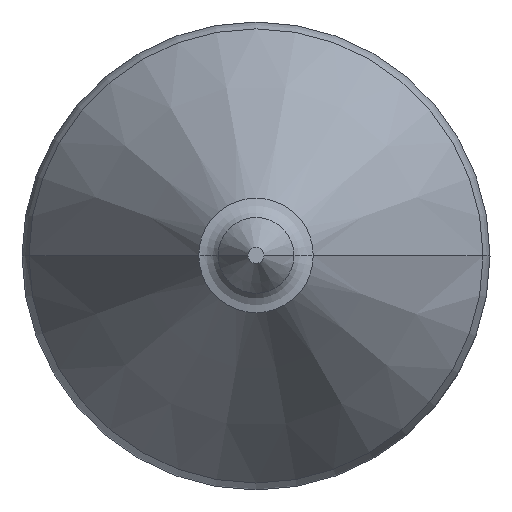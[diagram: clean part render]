
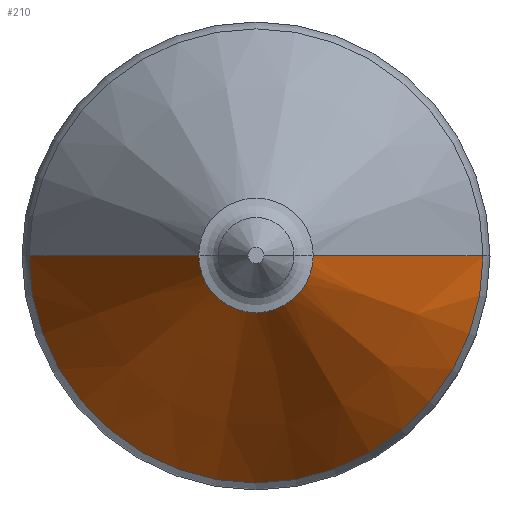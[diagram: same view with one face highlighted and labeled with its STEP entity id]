
A CAD part, top view. The second image highlights one B-rep face of the part: STEP entity #210.
In plain terms, the highlighted conical face has half-angle 30 degrees and reference radius 0.266 mm.
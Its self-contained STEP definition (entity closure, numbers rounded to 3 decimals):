
#1 = DIRECTION ( 'NONE',  ( 0.5, 0., -0.866 ) ) ;
#17 = CARTESIAN_POINT ( 'NONE',  ( 0.266, 0., 8.641 ) ) ;
#18 = VECTOR ( 'NONE', #1, 1000. ) ;
#19 = LINE ( 'NONE', #17, #18 ) ;
#52 = ORIENTED_EDGE ( 'NONE', *, *, #179, .T. ) ;
#55 = ORIENTED_EDGE ( 'NONE', *, *, #124, .F. ) ;
#75 = VERTEX_POINT ( 'NONE', #415 ) ;
#82 = VERTEX_POINT ( 'NONE', #327 ) ;
#83 = VERTEX_POINT ( 'NONE', #326 ) ;
#100 = VERTEX_POINT ( 'NONE', #314 ) ;
#117 = EDGE_CURVE ( 'NONE', #100, #83, #302, .T. ) ;
#124 = EDGE_CURVE ( 'NONE', #100, #75, #451, .T. ) ;
#133 = EDGE_CURVE ( 'NONE', #75, #82, #19, .T. ) ;
#179 = EDGE_CURVE ( 'NONE', #83, #82, #566, .T. ) ;
#180 = ORIENTED_EDGE ( 'NONE', *, *, #117, .T. ) ;
#210 = ADVANCED_FACE ( 'NONE', ( #620 ), #575, .T. ) ;
#214 = EDGE_LOOP ( 'NONE', ( #238, #55, #180, #52 ) ) ;
#238 = ORIENTED_EDGE ( 'NONE', *, *, #133, .F. ) ;
#302 = LINE ( 'NONE', #463, #462 ) ;
#307 = AXIS2_PLACEMENT_3D ( 'NONE', #450, #449, #448 ) ;
#314 = CARTESIAN_POINT ( 'NONE',  ( -0.266, 0., 8.641 ) ) ;
#326 = CARTESIAN_POINT ( 'NONE',  ( -1.055, 0., 7.275 ) ) ;
#327 = CARTESIAN_POINT ( 'NONE',  ( 1.055, 0., 7.275 ) ) ;
#415 = CARTESIAN_POINT ( 'NONE',  ( 0.266, 0., 8.641 ) ) ;
#448 = DIRECTION ( 'NONE',  ( 1., 0., 0. ) ) ;
#449 = DIRECTION ( 'NONE',  ( 0., 0., 1. ) ) ;
#450 = CARTESIAN_POINT ( 'NONE',  ( 0., 0., 8.641 ) ) ;
#451 = CIRCLE ( 'NONE', #307, 0.266 ) ;
#461 = DIRECTION ( 'NONE',  ( -0.5, 0., -0.866 ) ) ;
#462 = VECTOR ( 'NONE', #461, 1000. ) ;
#463 = CARTESIAN_POINT ( 'NONE',  ( -0.266, 0., 8.641 ) ) ;
#504 = DIRECTION ( 'NONE',  ( -1., 0., 0. ) ) ;
#533 = AXIS2_PLACEMENT_3D ( 'NONE', #614, #576, #504 ) ;
#553 = DIRECTION ( 'NONE',  ( 1., 0., 0. ) ) ;
#554 = DIRECTION ( 'NONE',  ( 0., 0., 1. ) ) ;
#555 = CARTESIAN_POINT ( 'NONE',  ( 0., 0., 7.275 ) ) ;
#556 = AXIS2_PLACEMENT_3D ( 'NONE', #555, #554, #553 ) ;
#566 = CIRCLE ( 'NONE', #556, 1.055 ) ;
#575 = CONICAL_SURFACE ( 'NONE', #533, 0.266, 0.524 ) ;
#576 = DIRECTION ( 'NONE',  ( 0., 0., -1. ) ) ;
#614 = CARTESIAN_POINT ( 'NONE',  ( 0., 0., 8.641 ) ) ;
#620 = FACE_OUTER_BOUND ( 'NONE', #214, .T. ) ;
